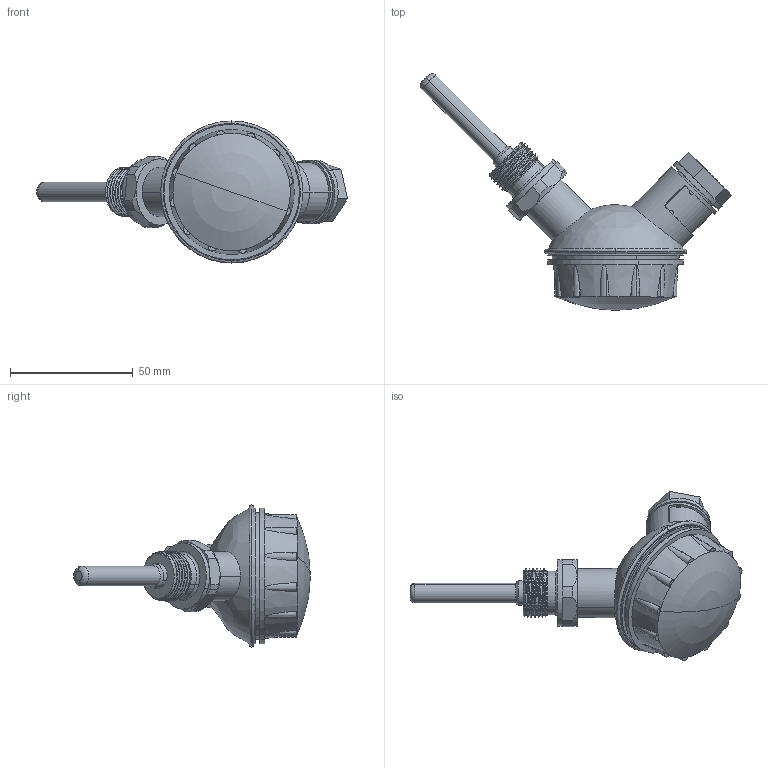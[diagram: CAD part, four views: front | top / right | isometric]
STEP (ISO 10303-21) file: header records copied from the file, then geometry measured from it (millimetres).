
FILE_DESCRIPTION (( 'STEP AP214' ), '1' );
FILE_NAME ('ﾄﾒﾑ 105ﾋ--50ﾌ.ﾂ3.60.STEP', '2019-07-22T15:06:11', ( '' ), ( '' ), 'SwSTEP 2.0', 'SolidWorks 2015', '' );
FILE_SCHEMA (( 'AUTOMOTIVE_DESIGN' ));
Length unit declared in the file: millimetre
Products named in the file (9): Ïðîêëàäêà; Ãàéêà; Êðûøêà 1; ﾄﾒﾑ 105ﾋ--50ﾌ.ﾂ3.60; Çàãëóøêà íèç; Êîðïóñ 105 Ë; ÄÒÑ èçìåðèòåëü; ﾘ琺矜; Øòóöåð Ä8
Assembly tree (22 placements, depth 2):
  ﾄﾒﾑ 105ﾋ--50ﾌ.ﾂ3.60
    Êîðïóñ 105 Ë
    Çàãëóøêà íèç
    Ãàéêà  x8
    ﾘ琺矜  x8
    Ïðîêëàäêà
    Êðûøêà 1
    ÄÒÑ èçìåðèòåëü
    Øòóöåð Ä8
Bounding box: 126.55 x 96.31 x 57.82 mm (x, y, z)
Volume: 41617.9 mm3; surface area: 38101.7 mm2
Topology: 21 solids, 28 shells, 535 faces, 1287 edges, 822 vertices
Faces by surface type: plane 214, cylinder 204, cone 80, bspline 22, torus 15
Entity records: 18518 total; most frequent: CARTESIAN_POINT 6957, ORIENTED_EDGE 1846, DIRECTION 1818, EDGE_CURVE 935, AXIS2_PLACEMENT_3D 747, VERTEX_POINT 604, EDGE_LOOP 429, FACE_OUTER_BOUND 387
